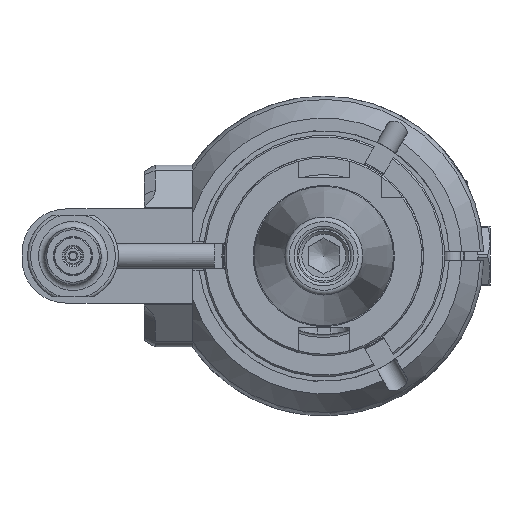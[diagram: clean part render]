
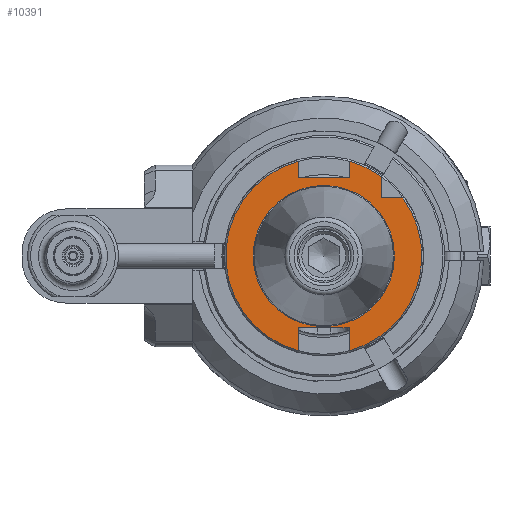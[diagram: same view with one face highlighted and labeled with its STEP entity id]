
A CAD part, left-side view. The second image highlights one B-rep face of the part: STEP entity #10391.
In plain terms, the highlighted planar face has unit normal (-1, 0, 0).
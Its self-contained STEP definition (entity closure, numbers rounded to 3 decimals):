
#484=FACE_BOUND('',#3390,.T.);
#1184=LINE('',#59255,#1857);
#1185=LINE('',#59257,#1858);
#1186=LINE('',#59259,#1859);
#1187=LINE('',#59263,#1860);
#1188=LINE('',#59264,#1861);
#1189=LINE('',#59266,#1862);
#1190=LINE('',#59268,#1863);
#1191=LINE('',#59269,#1864);
#1857=VECTOR('',#14184,7.421);
#1858=VECTOR('',#14185,16.1);
#1859=VECTOR('',#14186,7.421);
#1860=VECTOR('',#14189,6.717);
#1861=VECTOR('',#14190,6.717);
#1862=VECTOR('',#14191,5.221);
#1863=VECTOR('',#14192,16.1);
#1864=VECTOR('',#14193,5.221);
#2666=FACE_OUTER_BOUND('',#3389,.T.);
#3389=EDGE_LOOP('',(#8970,#8971,#8972,#8973,#8974,#8975,#8976,#8977,#8978,
#8979,#8980));
#3390=EDGE_LOOP('',(#8981));
#3956=CIRCLE('',#11516,31.275);
#3958=CIRCLE('',#11519,31.275);
#3959=CIRCLE('',#11520,31.275);
#3960=CIRCLE('',#11521,22.525);
#4856=VERTEX_POINT('',#59236);
#4857=VERTEX_POINT('',#59237);
#4858=VERTEX_POINT('',#59251);
#4859=VERTEX_POINT('',#59252);
#4860=VERTEX_POINT('',#59254);
#4861=VERTEX_POINT('',#59256);
#4862=VERTEX_POINT('',#59258);
#4863=VERTEX_POINT('',#59260);
#4864=VERTEX_POINT('',#59262);
#4865=VERTEX_POINT('',#59265);
#4866=VERTEX_POINT('',#59267);
#4867=VERTEX_POINT('',#59270);
#6266=EDGE_CURVE('',#4856,#4857,#3956,.T.);
#6269=EDGE_CURVE('',#4858,#4859,#3958,.T.);
#6270=EDGE_CURVE('',#4859,#4860,#1184,.T.);
#6271=EDGE_CURVE('',#4860,#4861,#1185,.T.);
#6272=EDGE_CURVE('',#4861,#4862,#1186,.T.);
#6273=EDGE_CURVE('',#4862,#4863,#3959,.T.);
#6274=EDGE_CURVE('',#4863,#4864,#1187,.T.);
#6275=EDGE_CURVE('',#4864,#4856,#1188,.T.);
#6276=EDGE_CURVE('',#4857,#4865,#1189,.T.);
#6277=EDGE_CURVE('',#4865,#4866,#1190,.T.);
#6278=EDGE_CURVE('',#4866,#4858,#1191,.T.);
#6279=EDGE_CURVE('',#4867,#4867,#3960,.T.);
#8970=ORIENTED_EDGE('',*,*,#6269,.T.);
#8971=ORIENTED_EDGE('',*,*,#6270,.T.);
#8972=ORIENTED_EDGE('',*,*,#6271,.T.);
#8973=ORIENTED_EDGE('',*,*,#6272,.T.);
#8974=ORIENTED_EDGE('',*,*,#6273,.T.);
#8975=ORIENTED_EDGE('',*,*,#6274,.T.);
#8976=ORIENTED_EDGE('',*,*,#6275,.T.);
#8977=ORIENTED_EDGE('',*,*,#6266,.T.);
#8978=ORIENTED_EDGE('',*,*,#6276,.T.);
#8979=ORIENTED_EDGE('',*,*,#6277,.T.);
#8980=ORIENTED_EDGE('',*,*,#6278,.T.);
#8981=ORIENTED_EDGE('',*,*,#6279,.T.);
#9825=PLANE('',#11518);
#10391=ADVANCED_FACE('',(#2666,#484),#9825,.T.);
#11516=AXIS2_PLACEMENT_3D('',#59238,#14176,#14177);
#11518=AXIS2_PLACEMENT_3D('',#59250,#14180,#14181);
#11519=AXIS2_PLACEMENT_3D('',#59253,#14182,#14183);
#11520=AXIS2_PLACEMENT_3D('',#59261,#14187,#14188);
#11521=AXIS2_PLACEMENT_3D('',#59271,#14194,#14195);
#14176=DIRECTION('center_axis',(-1.,0.,0.));
#14177=DIRECTION('ref_axis',(0.,-0.592,0.806));
#14180=DIRECTION('center_axis',(-1.,0.,0.));
#14181=DIRECTION('ref_axis',(0.,-1.,0.));
#14182=DIRECTION('center_axis',(-1.,0.,0.));
#14183=DIRECTION('ref_axis',(0.,0.257,0.966));
#14184=DIRECTION('',(0.,0.,1.));
#14185=DIRECTION('',(0.,-1.,0.));
#14186=DIRECTION('',(0.,0.,-1.));
#14187=DIRECTION('center_axis',(-1.,0.,0.));
#14188=DIRECTION('ref_axis',(0.,-0.257,-0.966));
#14189=DIRECTION('',(0.,1.,0.));
#14190=DIRECTION('',(0.,0.,1.));
#14191=DIRECTION('',(0.,0.,-1.));
#14192=DIRECTION('',(0.,1.,0.));
#14193=DIRECTION('',(0.,0.,1.));
#14194=DIRECTION('center_axis',(1.,0.,0.));
#14195=DIRECTION('ref_axis',(0.,-1.,0.));
#59236=CARTESIAN_POINT('',(-82.8,-18.5,25.217));
#59237=CARTESIAN_POINT('',(-82.8,-8.05,30.221));
#59238=CARTESIAN_POINT('Origin',(-82.8,0.,0.));
#59250=CARTESIAN_POINT('Origin',(-82.8,0.,0.));
#59251=CARTESIAN_POINT('',(-82.8,8.05,30.221));
#59252=CARTESIAN_POINT('',(-82.8,8.05,-30.221));
#59253=CARTESIAN_POINT('Origin',(-82.8,0.,0.));
#59254=CARTESIAN_POINT('',(-82.8,8.05,-22.8));
#59255=CARTESIAN_POINT('',(-82.8,8.05,-30.221));
#59256=CARTESIAN_POINT('',(-82.8,-8.05,-22.8));
#59257=CARTESIAN_POINT('',(-82.8,8.05,-22.8));
#59258=CARTESIAN_POINT('',(-82.8,-8.05,-30.221));
#59259=CARTESIAN_POINT('',(-82.8,-8.05,-22.8));
#59260=CARTESIAN_POINT('',(-82.8,-25.217,18.5));
#59261=CARTESIAN_POINT('Origin',(-82.8,0.,0.));
#59262=CARTESIAN_POINT('',(-82.8,-18.5,18.5));
#59263=CARTESIAN_POINT('',(-82.8,-25.217,18.5));
#59264=CARTESIAN_POINT('',(-82.8,-18.5,18.5));
#59265=CARTESIAN_POINT('',(-82.8,-8.05,25.));
#59266=CARTESIAN_POINT('',(-82.8,-8.05,30.221));
#59267=CARTESIAN_POINT('',(-82.8,8.05,25.));
#59268=CARTESIAN_POINT('',(-82.8,-8.05,25.));
#59269=CARTESIAN_POINT('',(-82.8,8.05,25.));
#59270=CARTESIAN_POINT('',(-82.8,-22.525,0.));
#59271=CARTESIAN_POINT('Origin',(-82.8,0.,0.));
